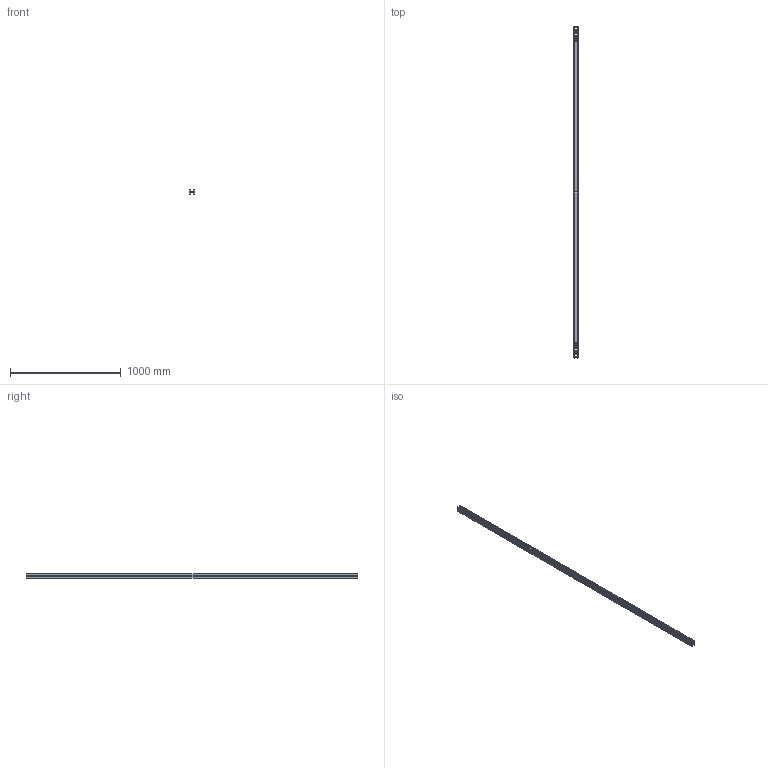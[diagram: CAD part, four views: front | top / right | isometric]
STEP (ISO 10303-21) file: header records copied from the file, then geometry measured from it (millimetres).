
FILE_DESCRIPTION(/* description */ (''),/* implementation_level */ '2;1');
FILE_NAME(/* name */ '1122944',/* time_stamp */ '2014-08-20T14:59:28+02:00',/* author */ (''),/* organization */ (''),/* preprocessor_version */ 'ST-DEVELOPER v15',/* originating_system */ '',/* authorisation */ '');
FILE_SCHEMA (('AUTOMOTIVE_DESIGN'));
Length unit declared in the file: millimetre
Products named in the file (2): Document; Block 01
Assembly tree (1 placements, depth 2):
  Document
    Block 01
Bounding box: 41 x 3000 x 42 mm (x, y, z)
Volume: 1145306.4 mm3; surface area: 1178871.3 mm2
Topology: 2 solids, 2 shells, 168 faces, 444 edges, 280 vertices
Faces by surface type: plane 94, bspline 74
Entity records: 4917 total; most frequent: CARTESIAN_POINT 2226, ORIENTED_EDGE 888, EDGE_CURVE 444, VERTEX_POINT 280, EDGE_LOOP 208, ADVANCED_FACE 168, FACE_OUTER_BOUND 168, B_SPLINE_CURVE_WITH_KNOTS 161
